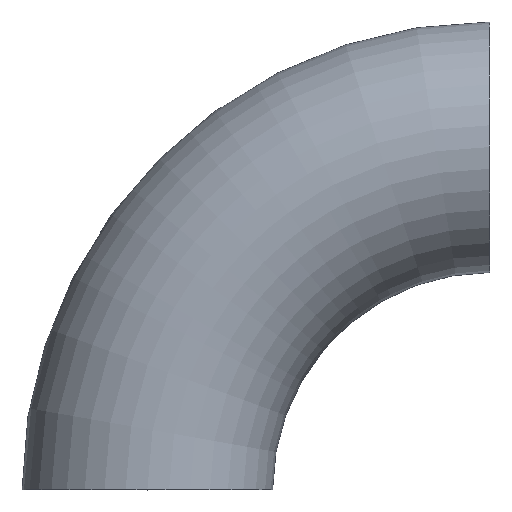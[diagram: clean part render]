
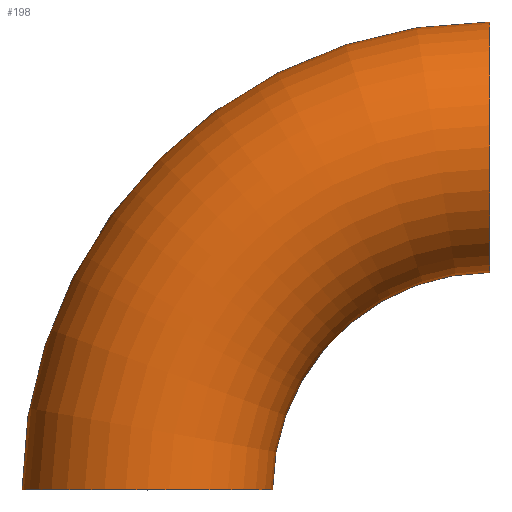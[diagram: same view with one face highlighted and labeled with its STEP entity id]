
A CAD part, top view. The second image highlights one B-rep face of the part: STEP entity #198.
In plain terms, the highlighted toroidal (fillet/blend) face has major radius 350 mm and minor radius 128 mm.
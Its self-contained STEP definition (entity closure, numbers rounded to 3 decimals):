
#1 = CIRCLE ( 'NONE', #65, 222. ) ;
#8 = CARTESIAN_POINT ( 'NONE',  ( -128., 0., 0. ) ) ;
#14 = CARTESIAN_POINT ( 'NONE',  ( 350., 0., 0. ) ) ;
#23 = DIRECTION ( 'NONE',  ( 0., 0., 1. ) ) ;
#28 = DIRECTION ( 'NONE',  ( 0., 0., 1. ) ) ;
#42 = CARTESIAN_POINT ( 'NONE',  ( 0., 0., 0. ) ) ;
#45 = VERTEX_POINT ( 'NONE', #143 ) ;
#47 = CARTESIAN_POINT ( 'NONE',  ( 350., 478., 0. ) ) ;
#48 = DIRECTION ( 'NONE',  ( 1., 0., 0. ) ) ;
#51 = EDGE_CURVE ( 'NONE', #59, #45, #228, .T. ) ;
#59 = VERTEX_POINT ( 'NONE', #8 ) ;
#65 = AXIS2_PLACEMENT_3D ( 'NONE', #242, #208, #207 ) ;
#67 = DIRECTION ( 'NONE',  ( 1., 0., 0. ) ) ;
#81 = AXIS2_PLACEMENT_3D ( 'NONE', #14, #128, #246 ) ;
#83 = VERTEX_POINT ( 'NONE', #201 ) ;
#105 = EDGE_CURVE ( 'NONE', #83, #45, #1, .T. ) ;
#115 = ORIENTED_EDGE ( 'NONE', *, *, #51, .T. ) ;
#118 = TOROIDAL_SURFACE ( 'NONE', #126, 350., 128. ) ;
#124 = CIRCLE ( 'NONE', #81, 478. ) ;
#126 = AXIS2_PLACEMENT_3D ( 'NONE', #206, #28, #48 ) ;
#128 = DIRECTION ( 'NONE',  ( 0., 0., 1. ) ) ;
#134 = EDGE_CURVE ( 'NONE', #216, #83, #195, .T. ) ;
#138 = ORIENTED_EDGE ( 'NONE', *, *, #155, .T. ) ;
#143 = CARTESIAN_POINT ( 'NONE',  ( 128., 0., 0. ) ) ;
#147 = ORIENTED_EDGE ( 'NONE', *, *, #105, .F. ) ;
#152 = CARTESIAN_POINT ( 'NONE',  ( 350., 350., 0. ) ) ;
#155 = EDGE_CURVE ( 'NONE', #216, #59, #124, .T. ) ;
#180 = AXIS2_PLACEMENT_3D ( 'NONE', #42, #184, #23 ) ;
#184 = DIRECTION ( 'NONE',  ( 0., 1., 0. ) ) ;
#185 = AXIS2_PLACEMENT_3D ( 'NONE', #152, #67, #190 ) ;
#190 = DIRECTION ( 'NONE',  ( 0., 0., 1. ) ) ;
#195 = CIRCLE ( 'NONE', #185, 128. ) ;
#198 = ADVANCED_FACE ( 'NONE', ( #250 ), #118, .T. ) ;
#201 = CARTESIAN_POINT ( 'NONE',  ( 350., 222., 0. ) ) ;
#206 = CARTESIAN_POINT ( 'NONE',  ( 350., 0., 0. ) ) ;
#207 = DIRECTION ( 'NONE',  ( 1., 0., 0. ) ) ;
#208 = DIRECTION ( 'NONE',  ( 0., 0., 1. ) ) ;
#216 = VERTEX_POINT ( 'NONE', #47 ) ;
#221 = EDGE_LOOP ( 'NONE', ( #241, #138, #115, #147 ) ) ;
#228 = CIRCLE ( 'NONE', #180, 128. ) ;
#241 = ORIENTED_EDGE ( 'NONE', *, *, #134, .F. ) ;
#242 = CARTESIAN_POINT ( 'NONE',  ( 350., 0., 0. ) ) ;
#246 = DIRECTION ( 'NONE',  ( 1., 0., 0. ) ) ;
#250 = FACE_OUTER_BOUND ( 'NONE', #221, .T. ) ;
